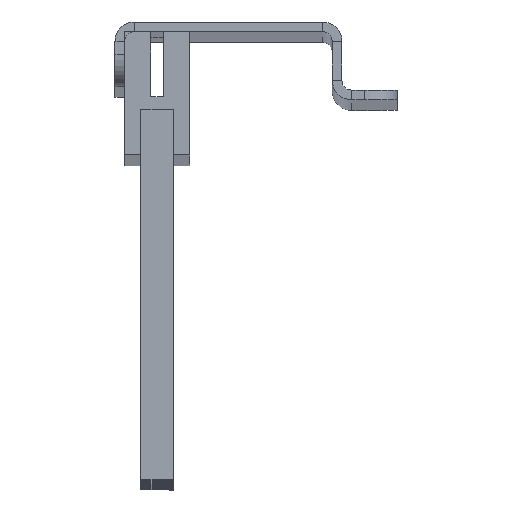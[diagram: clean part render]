
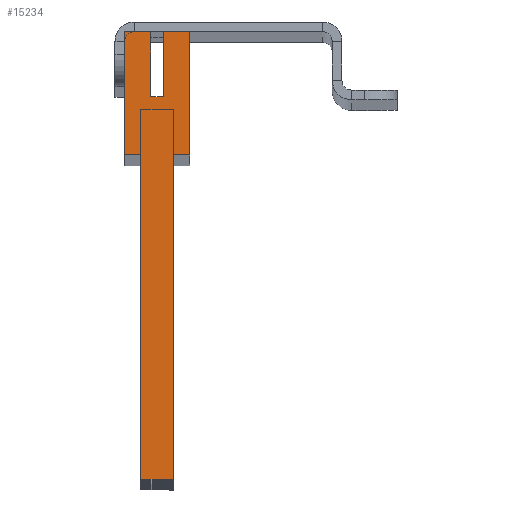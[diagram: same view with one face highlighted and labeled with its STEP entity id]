
A CAD part, top view. The second image highlights one B-rep face of the part: STEP entity #15234.
In plain terms, the highlighted planar face has unit normal (0, 0, 1).
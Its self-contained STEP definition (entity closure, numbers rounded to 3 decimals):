
#548 = CARTESIAN_POINT ( 'NONE',  ( 69., 2.5, 942. ) ) ;
#2268 = ORIENTED_EDGE ( 'NONE', *, *, #50273, .T. ) ;
#2851 = LINE ( 'NONE', #19860, #30605 ) ;
#3162 = CARTESIAN_POINT ( 'NONE',  ( 69., 2.5, 942. ) ) ;
#3183 = LINE ( 'NONE', #41165, #32622 ) ;
#3198 = CARTESIAN_POINT ( 'NONE',  ( 0., -5., 942. ) ) ;
#3249 = DIRECTION ( 'NONE',  ( -1., 0., 0. ) ) ;
#4361 = EDGE_CURVE ( 'NONE', #12931, #16268, #30562, .T. ) ;
#4442 = VECTOR ( 'NONE', #3249, 1000. ) ;
#5117 = CARTESIAN_POINT ( 'NONE',  ( 19., -5., 942. ) ) ;
#5548 = VECTOR ( 'NONE', #35545, 1000. ) ;
#6360 = LINE ( 'NONE', #40984, #33038 ) ;
#9713 = ORIENTED_EDGE ( 'NONE', *, *, #21133, .T. ) ;
#12047 = VECTOR ( 'NONE', #31065, 1000. ) ;
#12392 = CARTESIAN_POINT ( 'NONE',  ( 10., 1., 942. ) ) ;
#12573 = VERTEX_POINT ( 'NONE', #30755 ) ;
#12931 = VERTEX_POINT ( 'NONE', #34332 ) ;
#12989 = CARTESIAN_POINT ( 'NONE',  ( 69., -2.5, 942. ) ) ;
#14029 = LINE ( 'NONE', #5117, #12047 ) ;
#14486 = CARTESIAN_POINT ( 'NONE',  ( 19., -5., 942. ) ) ;
#14714 = ORIENTED_EDGE ( 'NONE', *, *, #46057, .F. ) ;
#15136 = ORIENTED_EDGE ( 'NONE', *, *, #16812, .T. ) ;
#15234 = ADVANCED_FACE ( 'NONE', ( #39094 ), #51934, .T. ) ;
#15671 = DIRECTION ( 'NONE',  ( 0., -1., 0. ) ) ;
#16268 = VERTEX_POINT ( 'NONE', #35796 ) ;
#16812 = EDGE_CURVE ( 'NONE', #32449, #54895, #24526, .T. ) ;
#17295 = CARTESIAN_POINT ( 'NONE',  ( 19., -2.5, 942. ) ) ;
#17609 = CARTESIAN_POINT ( 'NONE',  ( 19., 2.5, 942. ) ) ;
#17989 = DIRECTION ( 'NONE',  ( -1., 0., 0. ) ) ;
#18363 = ORIENTED_EDGE ( 'NONE', *, *, #4361, .T. ) ;
#18760 = LINE ( 'NONE', #45010, #21716 ) ;
#18767 = LINE ( 'NONE', #52029, #5548 ) ;
#19385 = LINE ( 'NONE', #3198, #45134 ) ;
#19860 = CARTESIAN_POINT ( 'NONE',  ( 10., 1., 942. ) ) ;
#20056 = CARTESIAN_POINT ( 'NONE',  ( 0., -5., 942. ) ) ;
#21133 = EDGE_CURVE ( 'NONE', #54895, #12573, #6360, .T. ) ;
#21716 = VECTOR ( 'NONE', #40843, 1000. ) ;
#23128 = DIRECTION ( 'NONE',  ( 1., 0., 0. ) ) ;
#23359 = DIRECTION ( 'NONE',  ( 0., 1., 0. ) ) ;
#23900 = LINE ( 'NONE', #24167, #4442 ) ;
#23962 = DIRECTION ( 'NONE',  ( 0., 0., 1. ) ) ;
#24167 = CARTESIAN_POINT ( 'NONE',  ( 69., -2.5, 942. ) ) ;
#24526 = LINE ( 'NONE', #46045, #41852 ) ;
#26000 = EDGE_CURVE ( 'NONE', #33186, #38603, #36473, .T. ) ;
#26368 = CARTESIAN_POINT ( 'NONE',  ( 0., -1., 942. ) ) ;
#26693 = EDGE_CURVE ( 'NONE', #53858, #41098, #14029, .T. ) ;
#27045 = CARTESIAN_POINT ( 'NONE',  ( 0., 0., 942. ) ) ;
#27179 = EDGE_CURVE ( 'NONE', #16268, #55148, #3183, .T. ) ;
#28034 = DIRECTION ( 'NONE',  ( 1., 0., 0. ) ) ;
#28899 = DIRECTION ( 'NONE',  ( 0., -1., 0. ) ) ;
#29543 = EDGE_CURVE ( 'NONE', #55148, #53858, #19385, .T. ) ;
#30562 = LINE ( 'NONE', #26368, #38794 ) ;
#30605 = VECTOR ( 'NONE', #15671, 1000. ) ;
#30755 = CARTESIAN_POINT ( 'NONE',  ( 19., 5., 942. ) ) ;
#31065 = DIRECTION ( 'NONE',  ( 0., 1., 0. ) ) ;
#32449 = VERTEX_POINT ( 'NONE', #548 ) ;
#32592 = CARTESIAN_POINT ( 'NONE',  ( 0., 1., 942. ) ) ;
#32622 = VECTOR ( 'NONE', #45068, 1000. ) ;
#33038 = VECTOR ( 'NONE', #23359, 1000. ) ;
#33186 = VERTEX_POINT ( 'NONE', #51444 ) ;
#34332 = CARTESIAN_POINT ( 'NONE',  ( 10., -1., 942. ) ) ;
#35545 = DIRECTION ( 'NONE',  ( -1., 0., 0. ) ) ;
#35796 = CARTESIAN_POINT ( 'NONE',  ( 0., -1., 942. ) ) ;
#36473 = LINE ( 'NONE', #41216, #38416 ) ;
#36772 = ORIENTED_EDGE ( 'NONE', *, *, #29543, .T. ) ;
#38416 = VECTOR ( 'NONE', #28899, 1000. ) ;
#38498 = ORIENTED_EDGE ( 'NONE', *, *, #50532, .T. ) ;
#38603 = VERTEX_POINT ( 'NONE', #32592 ) ;
#38762 = EDGE_LOOP ( 'NONE', ( #15136, #9713, #41955, #47808, #2268, #38498, #18363, #40386, #36772, #47728, #14714, #46553 ) ) ;
#38794 = VECTOR ( 'NONE', #17989, 1000. ) ;
#39094 = FACE_OUTER_BOUND ( 'NONE', #38762, .T. ) ;
#40386 = ORIENTED_EDGE ( 'NONE', *, *, #27179, .T. ) ;
#40667 = EDGE_CURVE ( 'NONE', #32449, #46235, #41421, .T. ) ;
#40843 = DIRECTION ( 'NONE',  ( 1., 0., 0. ) ) ;
#40984 = CARTESIAN_POINT ( 'NONE',  ( 19., 5., 942. ) ) ;
#41098 = VERTEX_POINT ( 'NONE', #17295 ) ;
#41165 = CARTESIAN_POINT ( 'NONE',  ( 0., -5., 942. ) ) ;
#41216 = CARTESIAN_POINT ( 'NONE',  ( 0., 5., 942. ) ) ;
#41421 = LINE ( 'NONE', #3162, #45700 ) ;
#41649 = AXIS2_PLACEMENT_3D ( 'NONE', #27045, #23962, #23128 ) ;
#41852 = VECTOR ( 'NONE', #49686, 1000. ) ;
#41955 = ORIENTED_EDGE ( 'NONE', *, *, #49131, .T. ) ;
#45010 = CARTESIAN_POINT ( 'NONE',  ( 0., 1., 942. ) ) ;
#45068 = DIRECTION ( 'NONE',  ( 0., -1., 0. ) ) ;
#45134 = VECTOR ( 'NONE', #28034, 1000. ) ;
#45700 = VECTOR ( 'NONE', #54254, 1000. ) ;
#46045 = CARTESIAN_POINT ( 'NONE',  ( 69., 2.5, 942. ) ) ;
#46057 = EDGE_CURVE ( 'NONE', #46235, #41098, #23900, .T. ) ;
#46235 = VERTEX_POINT ( 'NONE', #12989 ) ;
#46553 = ORIENTED_EDGE ( 'NONE', *, *, #40667, .F. ) ;
#47728 = ORIENTED_EDGE ( 'NONE', *, *, #26693, .T. ) ;
#47808 = ORIENTED_EDGE ( 'NONE', *, *, #26000, .T. ) ;
#49131 = EDGE_CURVE ( 'NONE', #12573, #33186, #18767, .T. ) ;
#49686 = DIRECTION ( 'NONE',  ( -1., 0., 0. ) ) ;
#50022 = VERTEX_POINT ( 'NONE', #12392 ) ;
#50273 = EDGE_CURVE ( 'NONE', #38603, #50022, #18760, .T. ) ;
#50532 = EDGE_CURVE ( 'NONE', #50022, #12931, #2851, .T. ) ;
#51444 = CARTESIAN_POINT ( 'NONE',  ( 0., 5., 942. ) ) ;
#51934 = PLANE ( 'NONE',  #41649 ) ;
#52029 = CARTESIAN_POINT ( 'NONE',  ( 0., 5., 942. ) ) ;
#53858 = VERTEX_POINT ( 'NONE', #14486 ) ;
#54254 = DIRECTION ( 'NONE',  ( 0., -1., 0. ) ) ;
#54895 = VERTEX_POINT ( 'NONE', #17609 ) ;
#55148 = VERTEX_POINT ( 'NONE', #20056 ) ;
